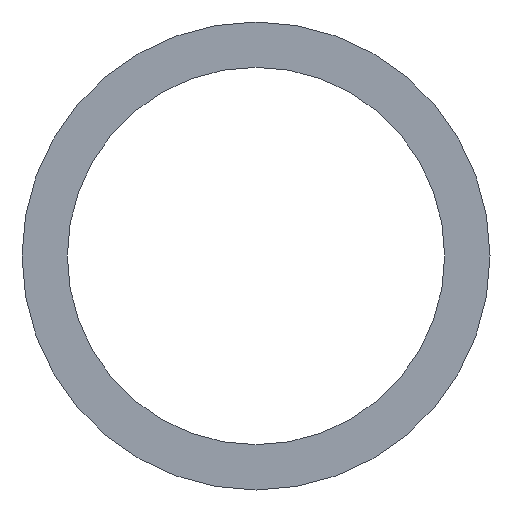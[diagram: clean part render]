
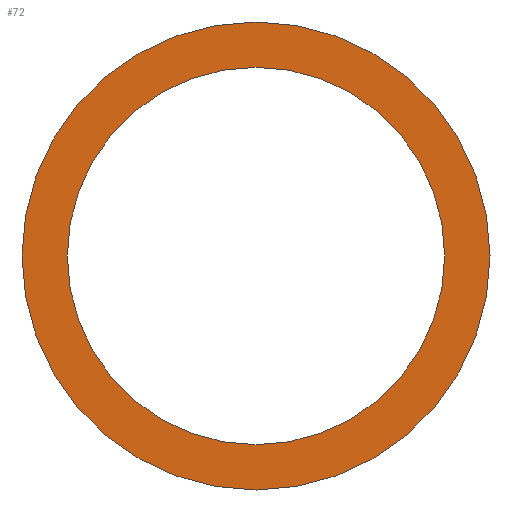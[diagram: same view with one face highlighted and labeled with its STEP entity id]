
A CAD part, front view. The second image highlights one B-rep face of the part: STEP entity #72.
In plain terms, the highlighted planar face has unit normal (0, -1, 0).
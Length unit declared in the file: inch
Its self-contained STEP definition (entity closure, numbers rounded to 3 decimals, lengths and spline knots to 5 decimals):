
#3 = EDGE_CURVE ( 'NONE', #99, #29, #228, .T. ) ;
#7 = DIRECTION ( 'NONE',  ( 0., 0., 1. ) ) ;
#16 = DIRECTION ( 'NONE',  ( 0., 1., 0. ) ) ;
#18 = FACE_BOUND ( 'NONE', #31, .T. ) ;
#19 = CARTESIAN_POINT ( 'NONE',  ( 0., 0., 0.25 ) ) ;
#29 = VERTEX_POINT ( 'NONE', #119 ) ;
#31 = EDGE_LOOP ( 'NONE', ( #233, #112 ) ) ;
#33 = EDGE_LOOP ( 'NONE', ( #147, #231 ) ) ;
#36 = AXIS2_PLACEMENT_3D ( 'NONE', #56, #198, #101 ) ;
#43 = DIRECTION ( 'NONE',  ( 0., 1., 0. ) ) ;
#56 = CARTESIAN_POINT ( 'NONE',  ( 0., 0., 0. ) ) ;
#57 = CIRCLE ( 'NONE', #65, 0.31 ) ;
#60 = CARTESIAN_POINT ( 'NONE',  ( 0., 0., -0.25 ) ) ;
#65 = AXIS2_PLACEMENT_3D ( 'NONE', #78, #221, #104 ) ;
#72 = ADVANCED_FACE ( 'NONE', ( #121, #18 ), #217, .F. ) ;
#73 = CARTESIAN_POINT ( 'NONE',  ( 0., 0., 0. ) ) ;
#78 = CARTESIAN_POINT ( 'NONE',  ( 0., 0., 0. ) ) ;
#99 = VERTEX_POINT ( 'NONE', #236 ) ;
#101 = DIRECTION ( 'NONE',  ( 0., 0., 1. ) ) ;
#104 = DIRECTION ( 'NONE',  ( 0., 0., 1. ) ) ;
#112 = ORIENTED_EDGE ( 'NONE', *, *, #218, .T. ) ;
#119 = CARTESIAN_POINT ( 'NONE',  ( 0., 0., 0.31 ) ) ;
#120 = AXIS2_PLACEMENT_3D ( 'NONE', #164, #43, #184 ) ;
#121 = FACE_OUTER_BOUND ( 'NONE', #33, .T. ) ;
#125 = DIRECTION ( 'NONE',  ( 0., 1., 0. ) ) ;
#129 = VERTEX_POINT ( 'NONE', #19 ) ;
#133 = AXIS2_PLACEMENT_3D ( 'NONE', #239, #125, #7 ) ;
#147 = ORIENTED_EDGE ( 'NONE', *, *, #3, .F. ) ;
#150 = CIRCLE ( 'NONE', #133, 0.25 ) ;
#152 = EDGE_CURVE ( 'NONE', #29, #99, #57, .T. ) ;
#158 = DIRECTION ( 'NONE',  ( 0., 0., 1. ) ) ;
#164 = CARTESIAN_POINT ( 'NONE',  ( 0., 0., 0. ) ) ;
#184 = DIRECTION ( 'NONE',  ( 0., 0., 1. ) ) ;
#198 = DIRECTION ( 'NONE',  ( 0., 1., 0. ) ) ;
#216 = EDGE_CURVE ( 'NONE', #235, #129, #150, .T. ) ;
#217 = PLANE ( 'NONE',  #36 ) ;
#218 = EDGE_CURVE ( 'NONE', #129, #235, #252, .T. ) ;
#221 = DIRECTION ( 'NONE',  ( 0., 1., 0. ) ) ;
#228 = CIRCLE ( 'NONE', #243, 0.31 ) ;
#231 = ORIENTED_EDGE ( 'NONE', *, *, #152, .F. ) ;
#233 = ORIENTED_EDGE ( 'NONE', *, *, #216, .T. ) ;
#235 = VERTEX_POINT ( 'NONE', #60 ) ;
#236 = CARTESIAN_POINT ( 'NONE',  ( 0., 0., -0.31 ) ) ;
#239 = CARTESIAN_POINT ( 'NONE',  ( 0., 0., 0. ) ) ;
#243 = AXIS2_PLACEMENT_3D ( 'NONE', #73, #16, #158 ) ;
#252 = CIRCLE ( 'NONE', #120, 0.25 ) ;
